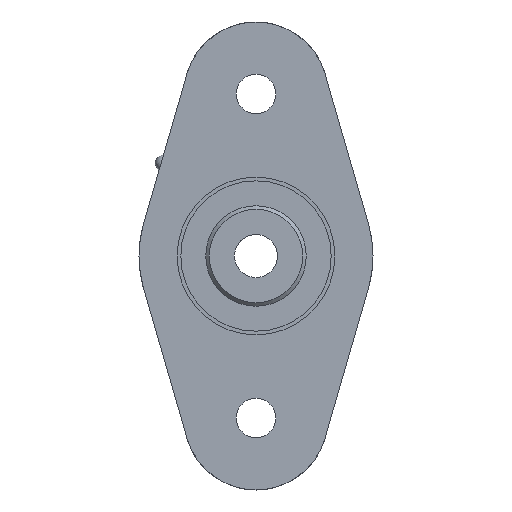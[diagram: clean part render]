
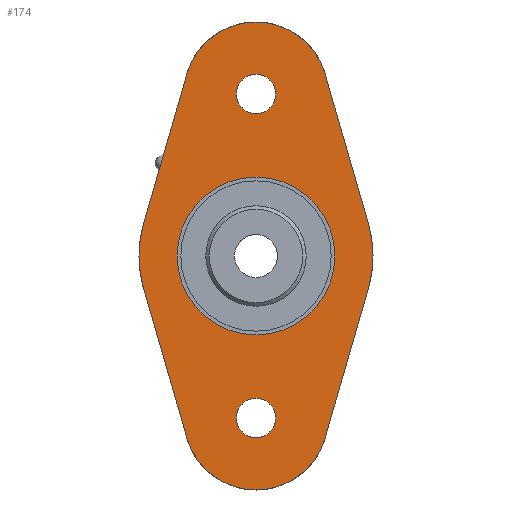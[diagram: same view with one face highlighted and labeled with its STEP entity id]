
A CAD part, left-side view. The second image highlights one B-rep face of the part: STEP entity #174.
In plain terms, the highlighted planar face has unit normal (-1, 0, 0).
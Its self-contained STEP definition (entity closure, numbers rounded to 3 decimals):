
#174 = ADVANCED_FACE( '', ( #284, #285, #286, #287 ), #288, .F. );
#284 = FACE_BOUND( '', #535, .T. );
#285 = FACE_BOUND( '', #536, .T. );
#286 = FACE_BOUND( '', #537, .T. );
#287 = FACE_OUTER_BOUND( '', #538, .T. );
#288 = PLANE( '', #539 );
#535 = EDGE_LOOP( '', ( #810 ) );
#536 = EDGE_LOOP( '', ( #811 ) );
#537 = EDGE_LOOP( '', ( #812 ) );
#538 = EDGE_LOOP( '', ( #813, #814, #815, #816, #817, #818, #819, #820 ) );
#539 = AXIS2_PLACEMENT_3D( '', #821, #822, #823 );
#810 = ORIENTED_EDGE( '', *, *, #1547, .T. );
#811 = ORIENTED_EDGE( '', *, *, #1548, .T. );
#812 = ORIENTED_EDGE( '', *, *, #1549, .T. );
#813 = ORIENTED_EDGE( '', *, *, #1550, .F. );
#814 = ORIENTED_EDGE( '', *, *, #1551, .F. );
#815 = ORIENTED_EDGE( '', *, *, #1552, .F. );
#816 = ORIENTED_EDGE( '', *, *, #1553, .F. );
#817 = ORIENTED_EDGE( '', *, *, #1554, .F. );
#818 = ORIENTED_EDGE( '', *, *, #1555, .F. );
#819 = ORIENTED_EDGE( '', *, *, #1556, .F. );
#820 = ORIENTED_EDGE( '', *, *, #1557, .F. );
#821 = CARTESIAN_POINT( '', ( 0., 0., 0. ) );
#822 = DIRECTION( '', ( 1., 0., 0. ) );
#823 = DIRECTION( '', ( 0., 0., -1. ) );
#1547 = EDGE_CURVE( '', #1783, #1783, #1784, .T. );
#1548 = EDGE_CURVE( '', #1785, #1785, #1786, .T. );
#1549 = EDGE_CURVE( '', #1787, #1787, #1788, .T. );
#1550 = EDGE_CURVE( '', #1789, #1790, #1791, .T. );
#1551 = EDGE_CURVE( '', #1792, #1789, #1793, .T. );
#1552 = EDGE_CURVE( '', #1794, #1792, #1795, .T. );
#1553 = EDGE_CURVE( '', #1796, #1794, #1797, .T. );
#1554 = EDGE_CURVE( '', #1798, #1796, #1799, .T. );
#1555 = EDGE_CURVE( '', #1800, #1798, #1801, .T. );
#1556 = EDGE_CURVE( '', #1802, #1800, #1803, .T. );
#1557 = EDGE_CURVE( '', #1790, #1802, #1804, .T. );
#1783 = VERTEX_POINT( '', #2228 );
#1784 = CIRCLE( '', #2229, 21.9 );
#1785 = VERTEX_POINT( '', #2230 );
#1786 = CIRCLE( '', #2231, 5.5 );
#1787 = VERTEX_POINT( '', #2232 );
#1788 = CIRCLE( '', #2233, 5.5 );
#1789 = VERTEX_POINT( '', #2234 );
#1790 = VERTEX_POINT( '', #2235 );
#1791 = LINE( '', #2236, #2237 );
#1792 = VERTEX_POINT( '', #2238 );
#1793 = CIRCLE( '', #2239, 32.5 );
#1794 = VERTEX_POINT( '', #2240 );
#1795 = LINE( '', #2241, #2242 );
#1796 = VERTEX_POINT( '', #2243 );
#1797 = CIRCLE( '', #2244, 20. );
#1798 = VERTEX_POINT( '', #2245 );
#1799 = LINE( '', #2246, #2247 );
#1800 = VERTEX_POINT( '', #2248 );
#1801 = CIRCLE( '', #2249, 32.5 );
#1802 = VERTEX_POINT( '', #2250 );
#1803 = LINE( '', #2251, #2252 );
#1804 = CIRCLE( '', #2253, 20. );
#2228 = CARTESIAN_POINT( '', ( 0., 0., -21.9 ) );
#2229 = AXIS2_PLACEMENT_3D( '', #2986, #2987, #2988 );
#2230 = CARTESIAN_POINT( '', ( 0., 0., 39.5 ) );
#2231 = AXIS2_PLACEMENT_3D( '', #2989, #2990, #2991 );
#2232 = CARTESIAN_POINT( '', ( 0., 0., -50.5 ) );
#2233 = AXIS2_PLACEMENT_3D( '', #2992, #2993, #2994 );
#2234 = CARTESIAN_POINT( '', ( 0., 31.221, 9.028 ) );
#2235 = CARTESIAN_POINT( '', ( 0., 19.213, 50.556 ) );
#2236 = CARTESIAN_POINT( '', ( 0., 31.221, 9.028 ) );
#2237 = VECTOR( '', #2995, 1000. );
#2238 = CARTESIAN_POINT( '', ( 0., 31.221, -9.028 ) );
#2239 = AXIS2_PLACEMENT_3D( '', #2996, #2997, #2998 );
#2240 = CARTESIAN_POINT( '', ( 0., 19.213, -50.556 ) );
#2241 = CARTESIAN_POINT( '', ( 0., 19.213, -50.556 ) );
#2242 = VECTOR( '', #2999, 1000. );
#2243 = CARTESIAN_POINT( '', ( 0., -19.213, -50.556 ) );
#2244 = AXIS2_PLACEMENT_3D( '', #3000, #3001, #3002 );
#2245 = CARTESIAN_POINT( '', ( 0., -31.221, -9.028 ) );
#2246 = CARTESIAN_POINT( '', ( 0., -31.221, -9.028 ) );
#2247 = VECTOR( '', #3003, 1000. );
#2248 = CARTESIAN_POINT( '', ( 0., -31.221, 9.028 ) );
#2249 = AXIS2_PLACEMENT_3D( '', #3004, #3005, #3006 );
#2250 = CARTESIAN_POINT( '', ( 0., -19.213, 50.556 ) );
#2251 = CARTESIAN_POINT( '', ( 0., -19.213, 50.556 ) );
#2252 = VECTOR( '', #3007, 1000. );
#2253 = AXIS2_PLACEMENT_3D( '', #3008, #3009, #3010 );
#2986 = CARTESIAN_POINT( '', ( 0., 0., 0. ) );
#2987 = DIRECTION( '', ( 1., 0., 0. ) );
#2988 = DIRECTION( '', ( 0., 0., -1. ) );
#2989 = CARTESIAN_POINT( '', ( 0., 0., 45. ) );
#2990 = DIRECTION( '', ( 1., 0., 0. ) );
#2991 = DIRECTION( '', ( 0., 0., -1. ) );
#2992 = CARTESIAN_POINT( '', ( 0., 0., -45. ) );
#2993 = DIRECTION( '', ( 1., 0., 0. ) );
#2994 = DIRECTION( '', ( 0., 0., -1. ) );
#2995 = DIRECTION( '', ( 0., -0.278, 0.961 ) );
#2996 = CARTESIAN_POINT( '', ( 0., 0., 0. ) );
#2997 = DIRECTION( '', ( 1., 0., 0. ) );
#2998 = DIRECTION( '', ( 0., 0., -1. ) );
#2999 = DIRECTION( '', ( 0., 0.278, 0.961 ) );
#3000 = CARTESIAN_POINT( '', ( 0., 0., -45. ) );
#3001 = DIRECTION( '', ( 1., 0., 0. ) );
#3002 = DIRECTION( '', ( 0., 0., -1. ) );
#3003 = DIRECTION( '', ( 0., 0.278, -0.961 ) );
#3004 = CARTESIAN_POINT( '', ( 0., 0., 0. ) );
#3005 = DIRECTION( '', ( 1., 0., 0. ) );
#3006 = DIRECTION( '', ( 0., 0., -1. ) );
#3007 = DIRECTION( '', ( 0., -0.278, -0.961 ) );
#3008 = CARTESIAN_POINT( '', ( 0., 0., 45. ) );
#3009 = DIRECTION( '', ( 1., 0., 0. ) );
#3010 = DIRECTION( '', ( 0., 0., -1. ) );
